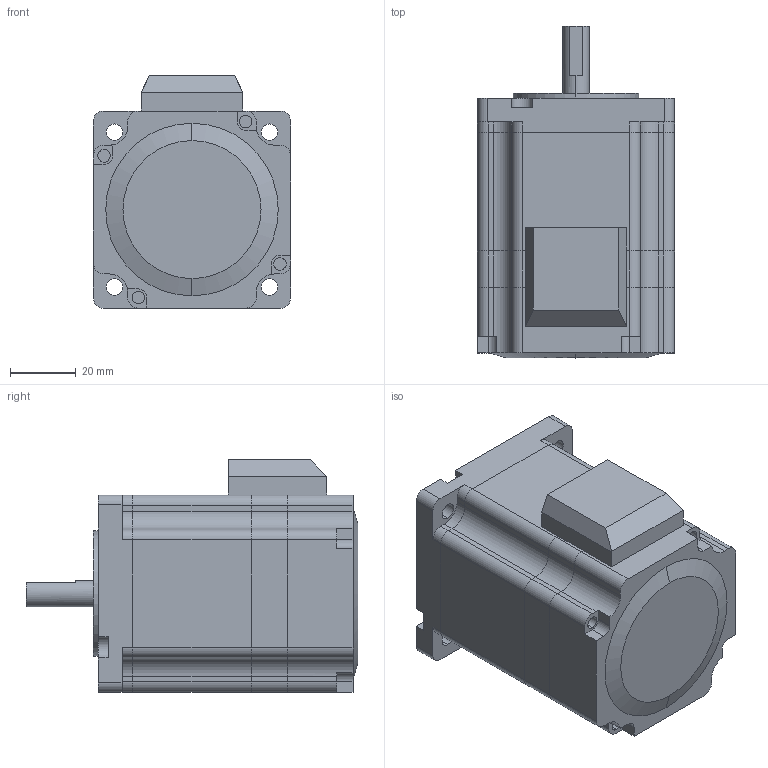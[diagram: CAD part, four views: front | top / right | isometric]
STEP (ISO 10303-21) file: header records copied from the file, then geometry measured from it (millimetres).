
FILE_DESCRIPTION (( 'STEP AP214' ), '1' );
FILE_NAME ('D57AM22ED（D57HSM58D-D0822-014）.STEP', '2020-11-26T11:57:23', ( 'wimxt.com' ), ( 'wimxt.com' ), 'SwSTEP 2.0', 'SolidWorks 2014', '' );
FILE_SCHEMA (( 'AUTOMOTIVE_DESIGN' ));
Length unit declared in the file: millimetre
Products named in the file (6): 60A3EC誘盄杶; 60呿蹋綴欶; 60-57傷裔; 60A3EC菁釱; 60A3EC隅赽; D57AM22ED（D57HSM58D-D0822-014）
Assembly tree (5 placements, depth 2):
  D57AM22ED（D57HSM58D-D0822-014）
    60A3EC隅赽
    60A3EC菁釱
    60-57傷裔
    60呿蹋綴欶
    60A3EC誘盄杶
Bounding box: 60 x 101 x 70.7 mm (x, y, z)
Volume: 113323.3 mm3; surface area: 60731.6 mm2
Topology: 5 solids, 5 shells, 322 faces, 881 edges, 587 vertices
Faces by surface type: plane 165, cylinder 153, torus 2, cone 2
Entity records: 10735 total; most frequent: DIRECTION 1870, CARTESIAN_POINT 1798, ORIENTED_EDGE 1762, EDGE_CURVE 881, AXIS2_PLACEMENT_3D 659, VERTEX_POINT 587, LINE 552, VECTOR 552
